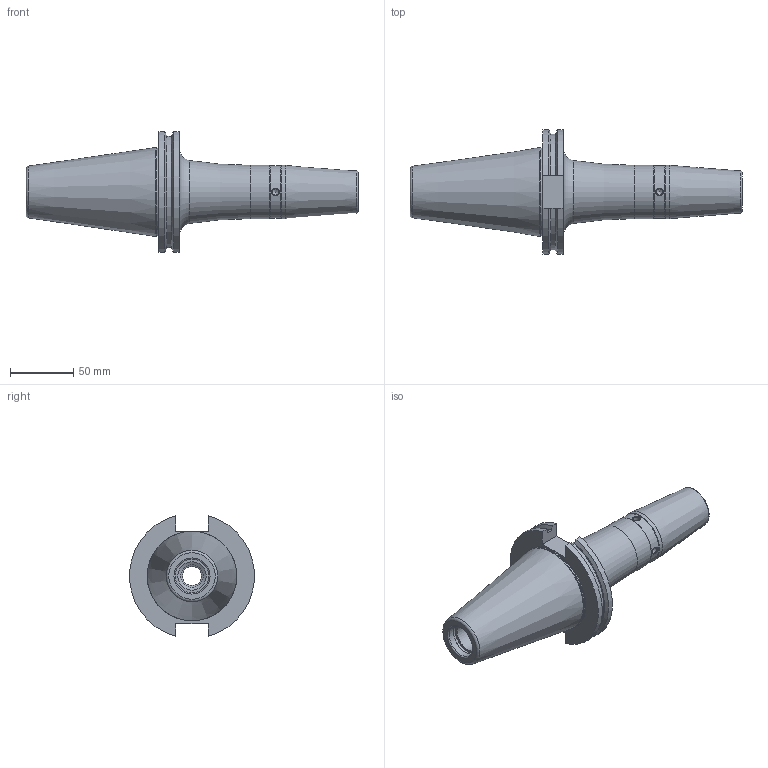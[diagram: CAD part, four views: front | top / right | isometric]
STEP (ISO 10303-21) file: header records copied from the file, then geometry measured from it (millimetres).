
FILE_DESCRIPTION((''),'2;1');
FILE_NAME('7450213-68-CT.stp','2018-03-21T10:49:16',('SCHUESSLER'),(''),'Autodesk Inventor 2012','Autodesk Inventor 2012','');
FILE_SCHEMA(('AUTOMOTIVE_DESIGN { 1 0 10303 214 1 1 1 1 }'));
Length unit declared in the file: millimetre
Products named in the file (1): 7450213-68-CT
Bounding box: 261.6 x 98.05 x 94.96 mm (x, y, z)
Volume: 488688.9 mm3; surface area: 69039.5 mm2
Topology: 1 solids, 1 shells, 80 faces, 193 edges, 120 vertices
Faces by surface type: cylinder 25, cone 23, plane 20, torus 12
Full cylindrical faces by diameter (mm): 2.5 x2, 3.6 x1, 4.917 x4, 10 x1, 15 x1, 18 x1, 19.05 x1, 19.35 x1, 22.3 x1, 26.5 x1, 26.8 x1, 41.4 x1, 42 x2, 69.65 x1
Entity records: 2134 total; most frequent: CARTESIAN_POINT 533, DIRECTION 342, ORIENTED_EDGE 258, AXIS2_PLACEMENT_3D 152, EDGE_LOOP 134, EDGE_CURVE 129, VERTEX_POINT 103, FACE_OUTER_BOUND 80
